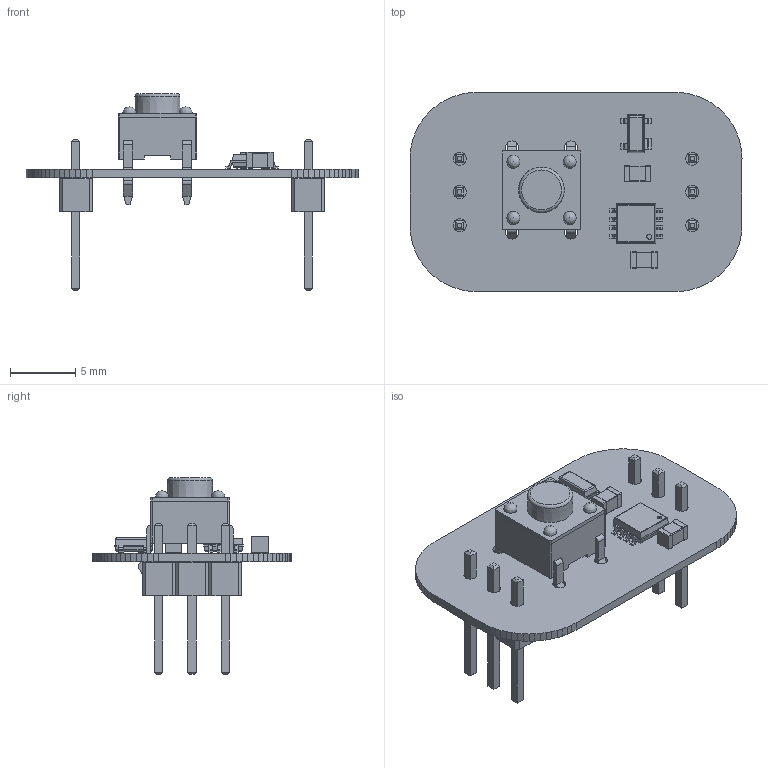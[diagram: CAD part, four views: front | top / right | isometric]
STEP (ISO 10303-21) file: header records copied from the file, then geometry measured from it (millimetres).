
FILE_DESCRIPTION(('KiCad electronic assembly'),'2;1');
FILE_NAME('Clock Push Button.step','2024-01-10T20:03:25',('Pcbnew'),( 'Kicad'),'Open CASCADE STEP processor 7.6','KiCad to STEP converter' ,'Unknown');
FILE_SCHEMA(('AUTOMOTIVE_DESIGN { 1 0 10303 214 1 1 1 1 }'));
Length unit declared in the file: millimetre
Products named in the file (12): Clock Push Button 1; MAX6816EUS+T; COMPOUND; DTS-62N-V; 74LVC2G08DP-Q100H; C_0805_2012Metric; SOLID; PinHeader_1x03_P2.54mm_Vertical; Clock Push Button PCB
Assembly tree (13 placements, depth 3):
  Clock Push Button 1
    MAX6816EUS+T
      COMPOUND
    DTS-62N-V
      COMPOUND
    74LVC2G08DP-Q100H
      COMPOUND
    C_0805_2012Metric  x2
      SOLID
    PinHeader_1x03_P2.54mm_Vertical  x2
      SOLID
    Clock Push Button PCB
Bounding box: 25.4 x 15.24 x 15.03 mm (x, y, z)
Volume: 517.7 mm3; surface area: 1487.7 mm2
Topology: 26 solids, 26 shells, 664 faces, 1627 edges, 1037 vertices
Faces by surface type: plane 534, cylinder 124, bspline 4, cone 1, torus 1
Full cylindrical faces by diameter (mm): 0.375 x1, 0.8 x8, 1 x10, 3.5 x1
Entity records: 37453 total; most frequent: CARTESIAN_POINT 7840, DIRECTION 5279, LINE 3628, VECTOR 3628, ORIENTED_EDGE 2742, PCURVE 2742, DEFINITIONAL_REPRESENTATION 2742, EDGE_CURVE 1371
